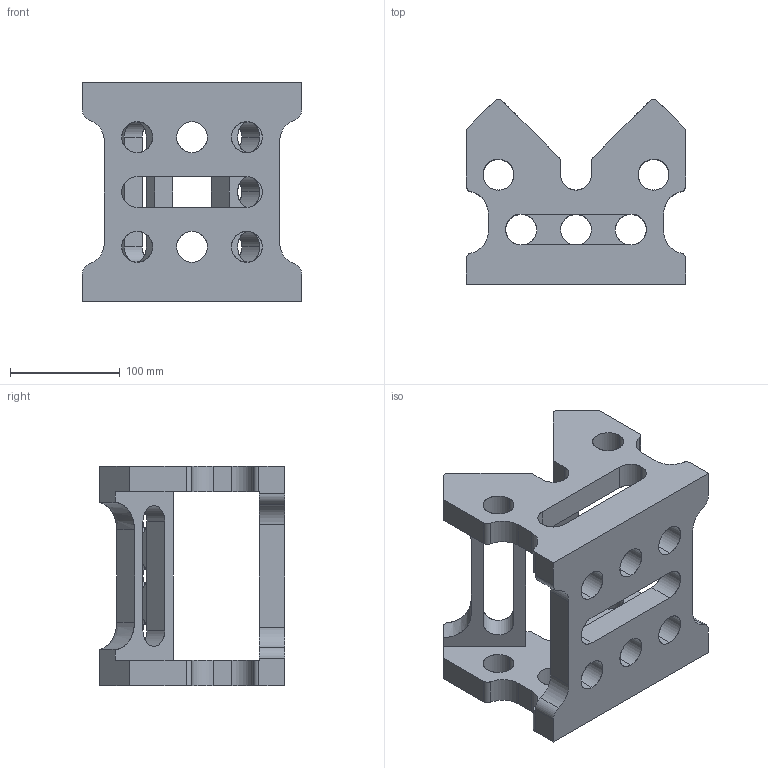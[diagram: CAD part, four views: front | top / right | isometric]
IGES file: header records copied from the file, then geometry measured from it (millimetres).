
Start section: SolidWorks IGES file using analytic representation for surfaces
Global section: file name: D28-04005-004.IGS; native system: SolidWorks 2011; preprocessor: SolidWorks 2011; author: danner_ma; date: 131009.154528; units: millimetre
Bounding box: 200 x 168.71 x 200 mm (x, y, z)
Surface area: 246129.3 mm2 (no closed solid volume)
Topology: 0 solids, 0 shells, 115 faces, 2952 edges, 2952 vertices
Faces by surface type: revolution 69, bspline 46
